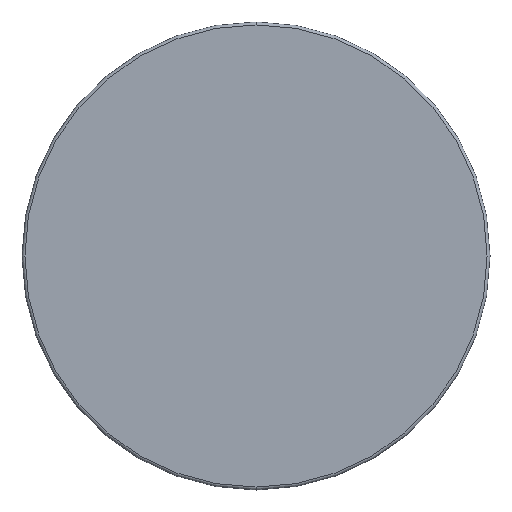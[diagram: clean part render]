
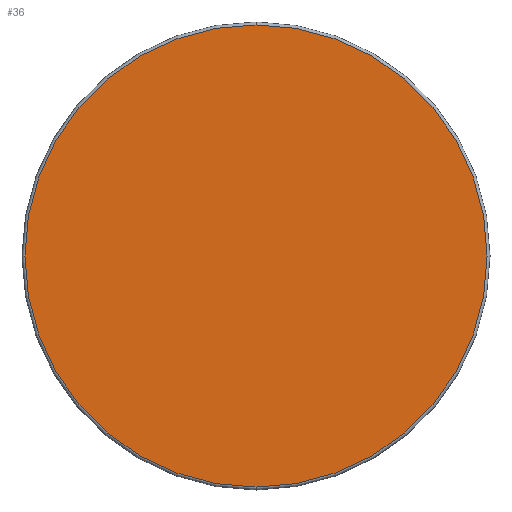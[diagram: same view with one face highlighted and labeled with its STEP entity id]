
A CAD part, front view. The second image highlights one B-rep face of the part: STEP entity #36.
In plain terms, the highlighted planar face has unit normal (0, -1, 0).
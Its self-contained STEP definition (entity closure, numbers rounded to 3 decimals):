
#2 = AXIS2_PLACEMENT_3D ( 'NONE', #158, #161, #261 ) ;
#14 = CARTESIAN_POINT ( 'NONE',  ( 0., 0., 19.75 ) ) ;
#32 = ORIENTED_EDGE ( 'NONE', *, *, #188, .T. ) ;
#33 = AXIS2_PLACEMENT_3D ( 'NONE', #249, #167, #250 ) ;
#36 = ADVANCED_FACE ( 'NONE', ( #266 ), #74, .F. ) ;
#74 = PLANE ( 'NONE',  #2 ) ;
#77 = DIRECTION ( 'NONE',  ( 0., 0., 1. ) ) ;
#81 = DIRECTION ( 'NONE',  ( 0., -1., 0. ) ) ;
#97 = ORIENTED_EDGE ( 'NONE', *, *, #191, .T. ) ;
#116 = VERTEX_POINT ( 'NONE', #14 ) ;
#125 = CIRCLE ( 'NONE', #181, 19.75 ) ;
#127 = CARTESIAN_POINT ( 'NONE',  ( 0., 0., -19.75 ) ) ;
#158 = CARTESIAN_POINT ( 'NONE',  ( 0., 0., 0. ) ) ;
#161 = DIRECTION ( 'NONE',  ( 0., 1., 0. ) ) ;
#167 = DIRECTION ( 'NONE',  ( 0., -1., 0. ) ) ;
#181 = AXIS2_PLACEMENT_3D ( 'NONE', #208, #81, #77 ) ;
#188 = EDGE_CURVE ( 'NONE', #116, #241, #125, .T. ) ;
#191 = EDGE_CURVE ( 'NONE', #241, #116, #257, .T. ) ;
#200 = EDGE_LOOP ( 'NONE', ( #32, #97 ) ) ;
#208 = CARTESIAN_POINT ( 'NONE',  ( 0., 0., 0. ) ) ;
#241 = VERTEX_POINT ( 'NONE', #127 ) ;
#249 = CARTESIAN_POINT ( 'NONE',  ( 0., 0., 0. ) ) ;
#250 = DIRECTION ( 'NONE',  ( 0., 0., 1. ) ) ;
#257 = CIRCLE ( 'NONE', #33, 19.75 ) ;
#261 = DIRECTION ( 'NONE',  ( 0., 0., 1. ) ) ;
#266 = FACE_OUTER_BOUND ( 'NONE', #200, .T. ) ;
